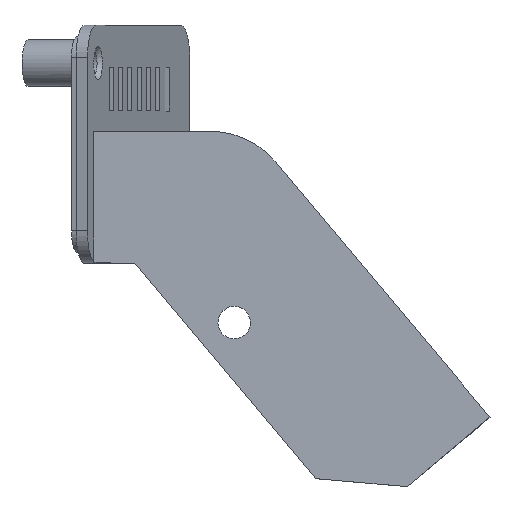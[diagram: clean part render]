
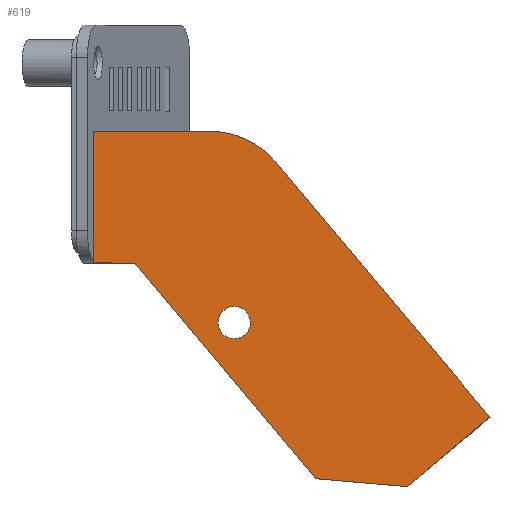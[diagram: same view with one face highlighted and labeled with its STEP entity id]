
A CAD part, top view. The second image highlights one B-rep face of the part: STEP entity #619.
In plain terms, the highlighted planar face has unit normal (0, 0, 1).
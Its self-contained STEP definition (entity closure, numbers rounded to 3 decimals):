
#138 = VERTEX_POINT('',#139);
#139 = CARTESIAN_POINT('',(5.524,-20.8,19.777));
#145 = EDGE_CURVE('',#138,#146,#148,.T.);
#146 = VERTEX_POINT('',#147);
#147 = CARTESIAN_POINT('',(5.524,-32.899,19.777
    ));
#148 = LINE('',#149,#150);
#149 = CARTESIAN_POINT('',(5.524,-27.5,19.777));
#150 = VECTOR('',#151,1.);
#151 = DIRECTION('',(0.,-1.,0.));
#619 = ADVANCED_FACE('',(#620,#696),#725,.T.);
#620 = FACE_BOUND('',#621,.T.);
#621 = EDGE_LOOP('',(#622,#633,#639,#640,#649,#657,#665,#673,#681,#689)
  );
#622 = ORIENTED_EDGE('',*,*,#623,.T.);
#623 = EDGE_CURVE('',#624,#626,#628,.T.);
#624 = VERTEX_POINT('',#625);
#625 = CARTESIAN_POINT('',(19.392,-21.44,19.777
    ));
#626 = VERTEX_POINT('',#627);
#627 = CARTESIAN_POINT('',(16.257,-20.8,19.777));
#628 = CIRCLE('',#629,8.);
#629 = AXIS2_PLACEMENT_3D('',#630,#631,#632);
#630 = CARTESIAN_POINT('',(16.257,-28.8,19.777));
#631 = DIRECTION('',(0.,-0.,1.));
#632 = DIRECTION('',(1.,0.,0.));
#633 = ORIENTED_EDGE('',*,*,#634,.T.);
#634 = EDGE_CURVE('',#626,#138,#635,.T.);
#635 = LINE('',#636,#637);
#636 = CARTESIAN_POINT('',(6.06,-20.8,19.777));
#637 = VECTOR('',#638,1.);
#638 = DIRECTION('',(-1.,0.,0.));
#639 = ORIENTED_EDGE('',*,*,#145,.T.);
#640 = ORIENTED_EDGE('',*,*,#641,.T.);
#641 = EDGE_CURVE('',#146,#642,#644,.T.);
#642 = VERTEX_POINT('',#643);
#643 = CARTESIAN_POINT('',(8.501,-33.,19.777));
#644 = ELLIPSE('',#645,11.591,3.);
#645 = AXIS2_PLACEMENT_3D('',#646,#647,#648);
#646 = CARTESIAN_POINT('',(8.501,-30.,19.777));
#647 = DIRECTION('',(0.,0.,1.));
#648 = DIRECTION('',(-1.,0.,0.));
#649 = ORIENTED_EDGE('',*,*,#650,.T.);
#650 = EDGE_CURVE('',#642,#651,#653,.T.);
#651 = VERTEX_POINT('',#652);
#652 = CARTESIAN_POINT('',(9.338,-33.,19.777));
#653 = LINE('',#654,#655);
#654 = CARTESIAN_POINT('',(8.338,-33.,19.777));
#655 = VECTOR('',#656,1.);
#656 = DIRECTION('',(1.,0.,0.));
#657 = ORIENTED_EDGE('',*,*,#658,.T.);
#658 = EDGE_CURVE('',#651,#659,#661,.T.);
#659 = VERTEX_POINT('',#660);
#660 = CARTESIAN_POINT('',(26.05,-52.917,
    19.777));
#661 = LINE('',#662,#663);
#662 = CARTESIAN_POINT('',(9.338,-33.,19.777));
#663 = VECTOR('',#664,1.);
#664 = DIRECTION('',(0.643,-0.766,0.));
#665 = ORIENTED_EDGE('',*,*,#666,.T.);
#666 = EDGE_CURVE('',#659,#667,#669,.T.);
#667 = VERTEX_POINT('',#668);
#668 = CARTESIAN_POINT('',(34.503,-53.657,
    19.777));
#669 = LINE('',#670,#671);
#670 = CARTESIAN_POINT('',(26.05,-52.917,
    19.777));
#671 = VECTOR('',#672,1.);
#672 = DIRECTION('',(0.996,-0.087,0.));
#673 = ORIENTED_EDGE('',*,*,#674,.T.);
#674 = EDGE_CURVE('',#667,#675,#677,.T.);
#675 = VERTEX_POINT('',#676);
#676 = CARTESIAN_POINT('',(42.163,-47.229,
    19.777));
#677 = LINE('',#678,#679);
#678 = CARTESIAN_POINT('',(34.503,-53.657,
    19.777));
#679 = VECTOR('',#680,1.);
#680 = DIRECTION('',(0.766,0.643,0.));
#681 = ORIENTED_EDGE('',*,*,#682,.F.);
#682 = EDGE_CURVE('',#683,#675,#685,.T.);
#683 = VERTEX_POINT('',#684);
#684 = CARTESIAN_POINT('',(22.385,-23.658,19.777
    ));
#685 = LINE('',#686,#687);
#686 = CARTESIAN_POINT('',(23.033,-24.429,
    19.777));
#687 = VECTOR('',#688,1.);
#688 = DIRECTION('',(0.643,-0.766,0.));
#689 = ORIENTED_EDGE('',*,*,#690,.F.);
#690 = EDGE_CURVE('',#624,#683,#691,.T.);
#691 = CIRCLE('',#692,8.);
#692 = AXIS2_PLACEMENT_3D('',#693,#694,#695);
#693 = CARTESIAN_POINT('',(16.257,-28.8,19.777));
#694 = DIRECTION('',(0.,0.,-1.));
#695 = DIRECTION('',(0.,1.,0.));
#696 = FACE_BOUND('',#697,.T.);
#697 = EDGE_LOOP('',(#698,#709,#718));
#698 = ORIENTED_EDGE('',*,*,#699,.F.);
#699 = EDGE_CURVE('',#700,#702,#704,.T.);
#700 = VERTEX_POINT('',#701);
#701 = CARTESIAN_POINT('',(17.025,-38.279,
    19.777));
#702 = VERTEX_POINT('',#703);
#703 = CARTESIAN_POINT('',(19.978,-38.799,
    19.777));
#704 = CIRCLE('',#705,1.5);
#705 = AXIS2_PLACEMENT_3D('',#706,#707,#708);
#706 = CARTESIAN_POINT('',(18.511,-38.487,
    19.777));
#707 = DIRECTION('',(0.,-0.,1.));
#708 = DIRECTION('',(1.,0.,0.));
#709 = ORIENTED_EDGE('',*,*,#710,.F.);
#710 = EDGE_CURVE('',#711,#700,#713,.T.);
#711 = VERTEX_POINT('',#712);
#712 = CARTESIAN_POINT('',(20.011,-38.487,
    19.777));
#713 = CIRCLE('',#714,1.5);
#714 = AXIS2_PLACEMENT_3D('',#715,#716,#717);
#715 = CARTESIAN_POINT('',(18.511,-38.487,
    19.777));
#716 = DIRECTION('',(0.,0.,1.));
#717 = DIRECTION('',(1.,0.,0.));
#718 = ORIENTED_EDGE('',*,*,#719,.F.);
#719 = EDGE_CURVE('',#702,#711,#720,.T.);
#720 = CIRCLE('',#721,1.5);
#721 = AXIS2_PLACEMENT_3D('',#722,#723,#724);
#722 = CARTESIAN_POINT('',(18.511,-38.487,
    19.777));
#723 = DIRECTION('',(0.,0.,1.));
#724 = DIRECTION('',(1.,0.,0.));
#725 = PLANE('',#726);
#726 = AXIS2_PLACEMENT_3D('',#727,#728,#729);
#727 = CARTESIAN_POINT('',(22.259,-36.612,
    19.777));
#728 = DIRECTION('',(0.,0.,1.));
#729 = DIRECTION('',(1.,0.,0.));
